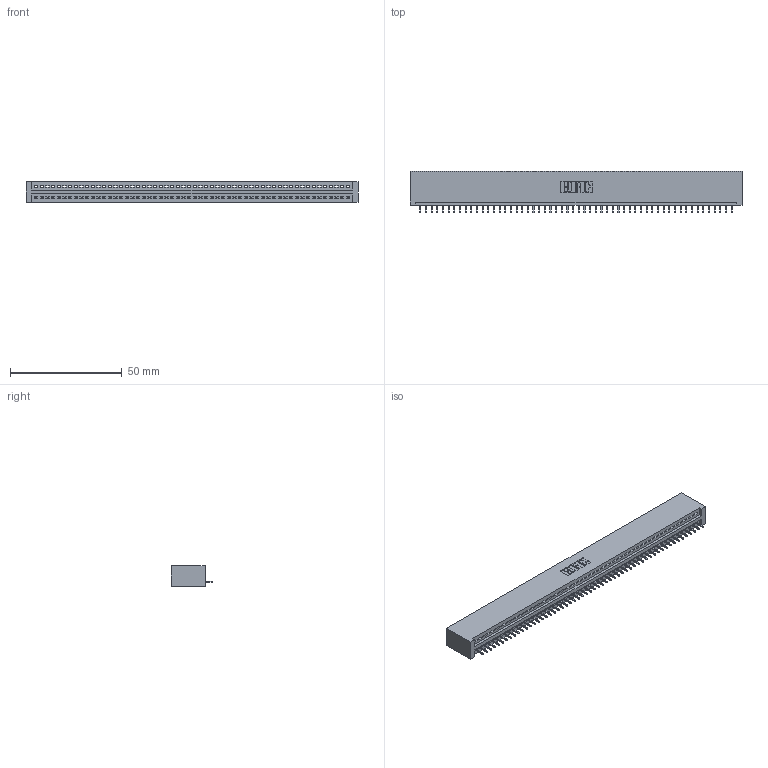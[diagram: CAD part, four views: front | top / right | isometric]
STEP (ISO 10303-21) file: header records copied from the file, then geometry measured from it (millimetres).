
FILE_DESCRIPTION (( 'STEP AP203' ), '1' );
FILE_NAME ('895-056-525-101.STEP', '2020-09-27T16:17:06', ( '' ), ( '' ), 'SwSTEP 2.0', 'SolidWorks 2020', '' );
FILE_SCHEMA (( 'CONFIG_CONTROL_DESIGN' ));
Length unit declared in the file: inch
Products named in the file (3): 895-056-525-101; 845 Part_No Mounting Lugs; 345-292-001_345-293-125
Assembly tree (57 placements, depth 2):
  895-056-525-101
    845 Part_No Mounting Lugs
    345-292-001_345-293-125  x56
Bounding box: 148.84 x 18.72 x 9.4 mm (x, y, z)
Volume: 412.6 mm3
Topology: 56 solids, 59 shells, 3588 faces, 10397 edges, 6706 vertices
Faces by surface type: plane 2652, cylinder 936
Entity records: 40055 total; most frequent: CARTESIAN_POINT 6944, ORIENTED_EDGE 6934, DIRECTION 6039, EDGE_CURVE 3467, VECTOR 3123, LINE 3123, VERTEX_POINT 2306, AXIS2_PLACEMENT_3D 1458
